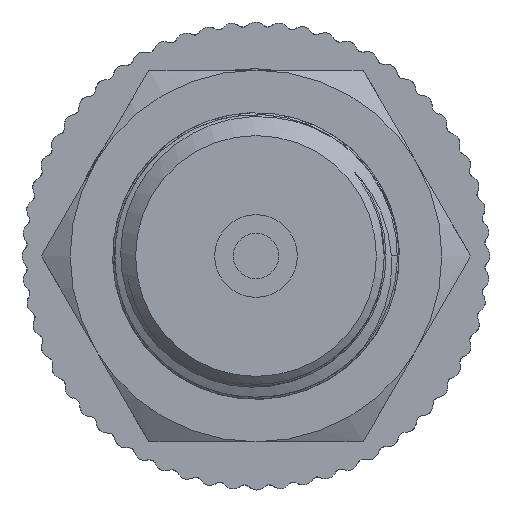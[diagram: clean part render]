
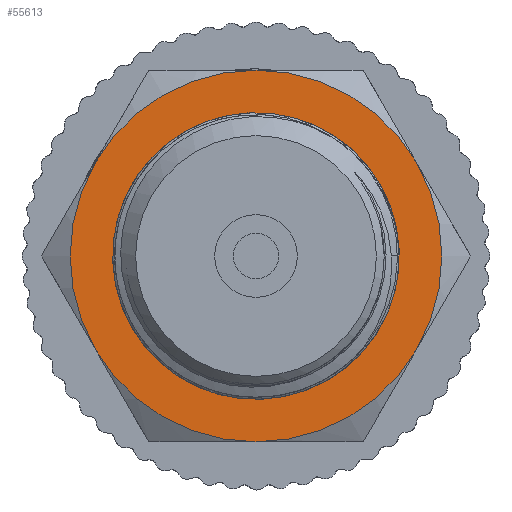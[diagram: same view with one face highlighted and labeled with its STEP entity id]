
A CAD part, left-side view. The second image highlights one B-rep face of the part: STEP entity #55613.
In plain terms, the highlighted planar face has unit normal (-1, 0, 0).
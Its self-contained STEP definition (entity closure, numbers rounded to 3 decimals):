
#5073=PLANE('',#58998);
#7219=FACE_BOUND('',#11782,.T.);
#8251=FACE_OUTER_BOUND('',#11781,.T.);
#11781=EDGE_LOOP('',(#38675));
#11782=EDGE_LOOP('',(#38676));
#15419=CIRCLE('',#58987,10.);
#15421=CIRCLE('',#58996,13.5);
#22785=VERTEX_POINT('',#95148);
#22786=VERTEX_POINT('',#97013);
#28892=EDGE_CURVE('',#22785,#22785,#15419,.T.);
#28901=EDGE_CURVE('',#22786,#22786,#15421,.T.);
#38675=ORIENTED_EDGE('',*,*,#28901,.F.);
#38676=ORIENTED_EDGE('',*,*,#28892,.T.);
#55613=ADVANCED_FACE('',(#8251,#7219),#5073,.T.);
#58987=AXIS2_PLACEMENT_3D('',#95149,#67091,#67092);
#58996=AXIS2_PLACEMENT_3D('',#97015,#67112,#67113);
#58998=AXIS2_PLACEMENT_3D('',#97017,#67116,#67117);
#67091=DIRECTION('center_axis',(1.,0.,0.));
#67092=DIRECTION('ref_axis',(0.,0.,-1.));
#67112=DIRECTION('center_axis',(1.,0.,0.));
#67113=DIRECTION('ref_axis',(0.,0.,-1.));
#67116=DIRECTION('center_axis',(-1.,0.,0.));
#67117=DIRECTION('ref_axis',(0.,0.,1.));
#95148=CARTESIAN_POINT('',(-47.,0.,10.));
#95149=CARTESIAN_POINT('Origin',(-47.,0.,0.));
#97013=CARTESIAN_POINT('',(-47.,-13.5,0.));
#97015=CARTESIAN_POINT('Origin',(-47.,0.,0.));
#97017=CARTESIAN_POINT('Origin',(-47.,13.5,0.));
